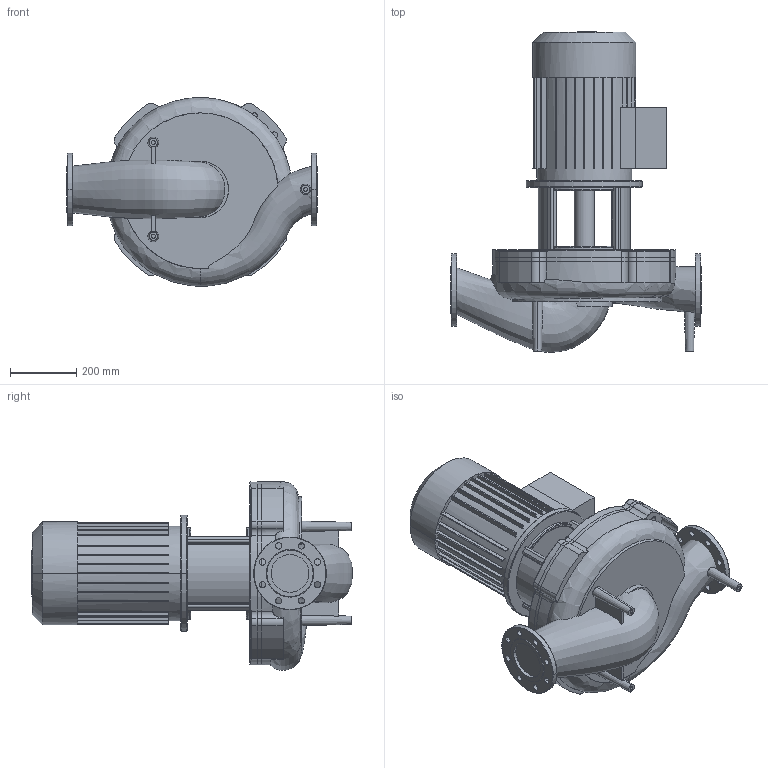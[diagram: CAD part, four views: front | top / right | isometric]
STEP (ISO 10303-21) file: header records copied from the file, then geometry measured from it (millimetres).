
FILE_DESCRIPTION((''),'2;1');
FILE_NAME('3d_IL100_350-11_4-2160880.stp','2016-05-24T12:02:20',(''),(''),'Mechanical Desktop 2009','Mechanical Desktop 2009',', , ');
FILE_SCHEMA(('CONFIG_CONTROL_DESIGN'));
Length unit declared in the file: millimetre
Products named in the file (1): Product
Bounding box: 760 x 971.64 x 571.86 mm (x, y, z)
Volume: 92834054 mm3; surface area: 3096266.5 mm2
Topology: 10 solids, 10 shells, 527 faces, 1415 edges, 911 vertices
Faces by surface type: bspline 150, cylinder 147, plane 145, torus 72, cone 13
Entity records: 29307 total; most frequent: CARTESIAN_POINT 16206, ORIENTED_EDGE 2810, DIRECTION 2669, EDGE_CURVE 1405, AXIS2_PLACEMENT_3D 1054, VERTEX_POINT 910, CIRCLE 676, EDGE_LOOP 593
